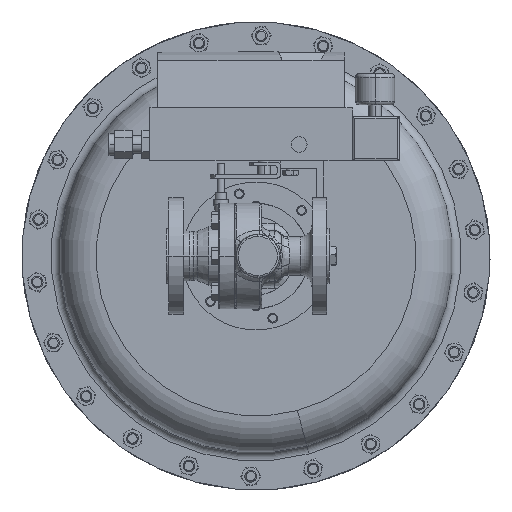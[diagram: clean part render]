
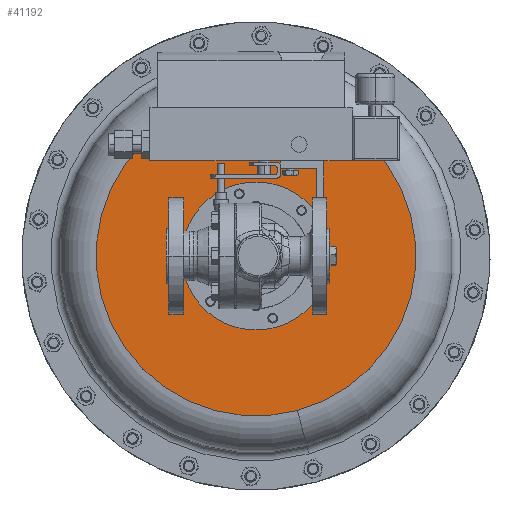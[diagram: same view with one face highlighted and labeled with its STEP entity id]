
A CAD part, front view. The second image highlights one B-rep face of the part: STEP entity #41192.
In plain terms, the highlighted planar face has unit normal (0, -1, 0).
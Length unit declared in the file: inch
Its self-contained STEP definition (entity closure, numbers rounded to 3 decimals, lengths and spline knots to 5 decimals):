
#369 = PLANE ( 'NONE',  #31929 ) ;
#635 = DIRECTION ( 'NONE',  ( -0.259, 0., 0.966 ) ) ;
#3799 = CARTESIAN_POINT ( 'NONE',  ( 4.76537, 7.5925, 1.32645 ) ) ;
#3887 = ORIENTED_EDGE ( 'NONE', *, *, #38065, .F. ) ;
#3899 = AXIS2_PLACEMENT_3D ( 'NONE', #37241, #16856, #42923 ) ;
#5102 = CARTESIAN_POINT ( 'NONE',  ( -0.185, 7.5925, 0. ) ) ;
#7820 = CIRCLE ( 'NONE', #29226, 2.375 ) ;
#8521 = DIRECTION ( 'NONE',  ( 0.707, 0., -0.707 ) ) ;
#10351 = ORIENTED_EDGE ( 'NONE', *, *, #30926, .F. ) ;
#10640 = FACE_BOUND ( 'NONE', #36915, .T. ) ;
#11071 = VERTEX_POINT ( 'NONE', #34712 ) ;
#11631 = AXIS2_PLACEMENT_3D ( 'NONE', #5102, #28909, #8521 ) ;
#11989 = VERTEX_POINT ( 'NONE', #12223 ) ;
#12223 = CARTESIAN_POINT ( 'NONE',  ( -1.51145, 7.5925, 4.95037 ) ) ;
#14871 = CARTESIAN_POINT ( 'NONE',  ( -0.185, 7.5925, 0. ) ) ;
#16495 = CIRCLE ( 'NONE', #3899, 5.125 ) ;
#16856 = DIRECTION ( 'NONE',  ( 0., 1., 0. ) ) ;
#17467 = DIRECTION ( 'NONE',  ( 0., -1., 0. ) ) ;
#18301 = DIRECTION ( 'NONE',  ( 0.707, 0., -0.707 ) ) ;
#21004 = DIRECTION ( 'NONE',  ( 0., 1., 0. ) ) ;
#24064 = EDGE_CURVE ( 'NONE', #11071, #28612, #32833, .T. ) ;
#25301 = ORIENTED_EDGE ( 'NONE', *, *, #24064, .T. ) ;
#26813 = EDGE_LOOP ( 'NONE', ( #3887, #10351 ) ) ;
#28612 = VERTEX_POINT ( 'NONE', #29032 ) ;
#28692 = CIRCLE ( 'NONE', #43718, 5.125 ) ;
#28909 = DIRECTION ( 'NONE',  ( 0., 1., 0. ) ) ;
#29032 = CARTESIAN_POINT ( 'NONE',  ( 1.49438, 7.5925, -1.67938 ) ) ;
#29226 = AXIS2_PLACEMENT_3D ( 'NONE', #14871, #38708, #18301 ) ;
#30926 = EDGE_CURVE ( 'NONE', #35336, #11989, #28692, .T. ) ;
#31016 = EDGE_CURVE ( 'NONE', #28612, #11071, #7820, .T. ) ;
#31929 = AXIS2_PLACEMENT_3D ( 'NONE', #3799, #17467, #41283 ) ;
#32758 = ORIENTED_EDGE ( 'NONE', *, *, #31016, .T. ) ;
#32833 = CIRCLE ( 'NONE', #11631, 2.375 ) ;
#34712 = CARTESIAN_POINT ( 'NONE',  ( -1.86438, 7.5925, 1.67938 ) ) ;
#35336 = VERTEX_POINT ( 'NONE', #43772 ) ;
#36915 = EDGE_LOOP ( 'NONE', ( #25301, #32758 ) ) ;
#37241 = CARTESIAN_POINT ( 'NONE',  ( -0.185, 7.5925, 0. ) ) ;
#37792 = FACE_OUTER_BOUND ( 'NONE', #26813, .T. ) ;
#38065 = EDGE_CURVE ( 'NONE', #11989, #35336, #16495, .T. ) ;
#38708 = DIRECTION ( 'NONE',  ( 0., 1., 0. ) ) ;
#41192 = ADVANCED_FACE ( 'NONE', ( #37792, #10640 ), #369, .T. ) ;
#41283 = DIRECTION ( 'NONE',  ( 0.259, 0., -0.966 ) ) ;
#41399 = CARTESIAN_POINT ( 'NONE',  ( -0.185, 7.5925, 0. ) ) ;
#42923 = DIRECTION ( 'NONE',  ( -0.259, 0., 0.966 ) ) ;
#43718 = AXIS2_PLACEMENT_3D ( 'NONE', #41399, #21004, #635 ) ;
#43772 = CARTESIAN_POINT ( 'NONE',  ( 1.14145, 7.5925, -4.95037 ) ) ;
